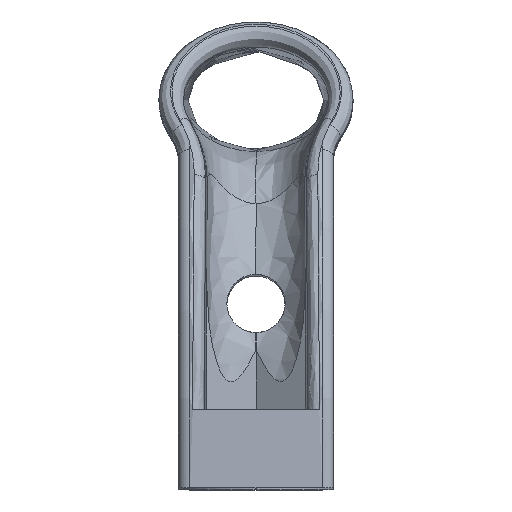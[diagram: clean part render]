
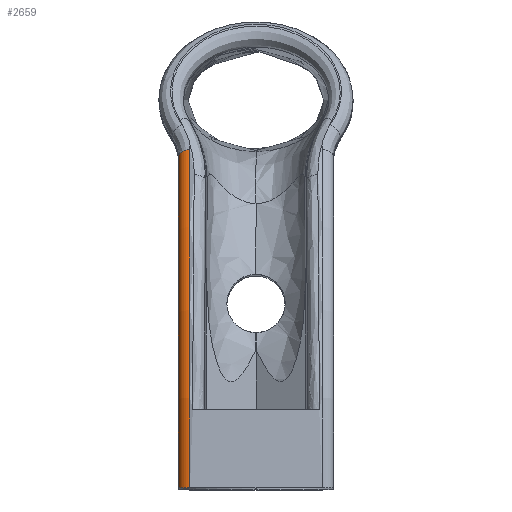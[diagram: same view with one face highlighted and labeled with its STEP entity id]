
A CAD part, top view. The second image highlights one B-rep face of the part: STEP entity #2659.
In plain terms, the highlighted toroidal (fillet/blend) face has major radius 58.8 mm and minor radius 1.2 mm.
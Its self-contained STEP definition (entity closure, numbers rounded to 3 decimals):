
#382 = EDGE_LOOP ( 'NONE', ( #9543, #1751, #10715, #5768 ) ) ;
#776 = CIRCLE ( 'NONE', #9110, 58.8 ) ;
#799 = DIRECTION ( 'NONE',  ( 1., 0., 0. ) ) ;
#838 = DIRECTION ( 'NONE',  ( 0., -0.814, 0.58 ) ) ;
#1424 = CIRCLE ( 'NONE', #7236, 1.2 ) ;
#1666 = DIRECTION ( 'NONE',  ( -1., 0., 0. ) ) ;
#1751 = ORIENTED_EDGE ( 'NONE', *, *, #10026, .T. ) ;
#1819 = TOROIDAL_SURFACE ( 'NONE', #7642, 58.8, 1.2 ) ;
#2011 = CIRCLE ( 'NONE', #2394, 60. ) ;
#2302 = CARTESIAN_POINT ( 'NONE',  ( -6.8, -5.186, 59.867 ) ) ;
#2394 = AXIS2_PLACEMENT_3D ( 'NONE', #9238, #1666, #9060 ) ;
#2555 = DIRECTION ( 'NONE',  ( 0., 0., -1. ) ) ;
#2659 = ADVANCED_FACE ( 'NONE', ( #3555 ), #1819, .T. ) ;
#2714 = CARTESIAN_POINT ( 'NONE',  ( -6.8, -40., 11. ) ) ;
#3192 = EDGE_CURVE ( 'NONE', #4222, #4688, #776, .T. ) ;
#3500 = DIRECTION ( 'NONE',  ( 0., 0., 1. ) ) ;
#3555 = FACE_OUTER_BOUND ( 'NONE', #382, .T. ) ;
#4222 = VERTEX_POINT ( 'NONE', #11099 ) ;
#4308 = CIRCLE ( 'NONE', #11081, 1.2 ) ;
#4461 = CARTESIAN_POINT ( 'NONE',  ( -8., -40., 69.8 ) ) ;
#4539 = CARTESIAN_POINT ( 'NONE',  ( -6.8, -5.882, 58.89 ) ) ;
#4688 = VERTEX_POINT ( 'NONE', #4461 ) ;
#5270 = EDGE_CURVE ( 'NONE', #4688, #7430, #1424, .T. ) ;
#5476 = VERTEX_POINT ( 'NONE', #2302 ) ;
#5768 = ORIENTED_EDGE ( 'NONE', *, *, #3192, .T. ) ;
#6306 = CARTESIAN_POINT ( 'NONE',  ( -6.8, -40., 71. ) ) ;
#6380 = DIRECTION ( 'NONE',  ( 0., 0., 1. ) ) ;
#6982 = CARTESIAN_POINT ( 'NONE',  ( -6.8, -40., 69.8 ) ) ;
#7236 = AXIS2_PLACEMENT_3D ( 'NONE', #6982, #9948, #2555 ) ;
#7430 = VERTEX_POINT ( 'NONE', #6306 ) ;
#7642 = AXIS2_PLACEMENT_3D ( 'NONE', #2714, #11987, #3500 ) ;
#8844 = EDGE_CURVE ( 'NONE', #5476, #4222, #4308, .T. ) ;
#9060 = DIRECTION ( 'NONE',  ( 0., 0., 1. ) ) ;
#9090 = DIRECTION ( 'NONE',  ( 0., -0.58, -0.814 ) ) ;
#9110 = AXIS2_PLACEMENT_3D ( 'NONE', #10078, #799, #6380 ) ;
#9238 = CARTESIAN_POINT ( 'NONE',  ( -6.8, -40., 11. ) ) ;
#9543 = ORIENTED_EDGE ( 'NONE', *, *, #5270, .T. ) ;
#9948 = DIRECTION ( 'NONE',  ( 0., 1., 0. ) ) ;
#10026 = EDGE_CURVE ( 'NONE', #7430, #5476, #2011, .T. ) ;
#10078 = CARTESIAN_POINT ( 'NONE',  ( -8., -40., 11. ) ) ;
#10715 = ORIENTED_EDGE ( 'NONE', *, *, #8844, .T. ) ;
#11081 = AXIS2_PLACEMENT_3D ( 'NONE', #4539, #838, #9090 ) ;
#11099 = CARTESIAN_POINT ( 'NONE',  ( -8., -5.882, 58.89 ) ) ;
#11987 = DIRECTION ( 'NONE',  ( 1., 0., 0. ) ) ;
